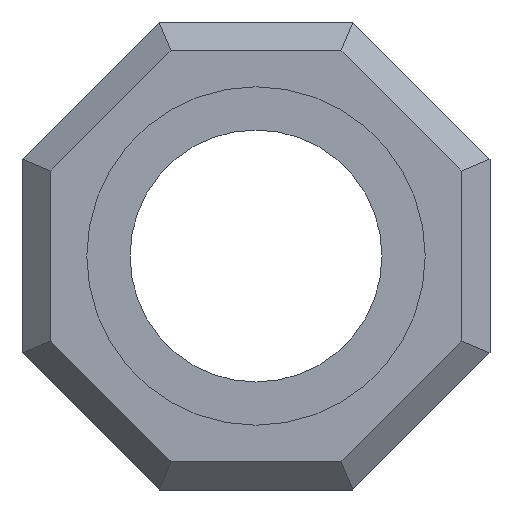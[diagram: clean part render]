
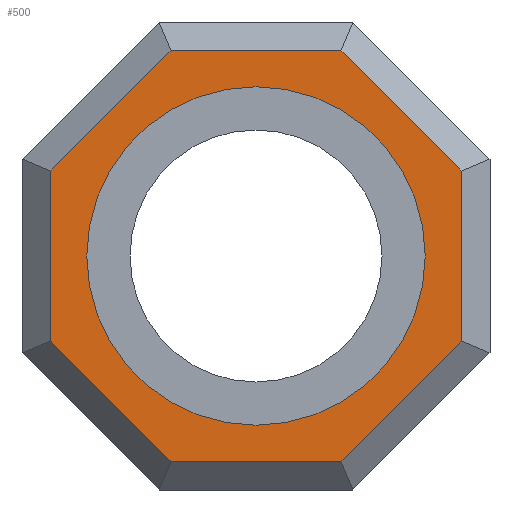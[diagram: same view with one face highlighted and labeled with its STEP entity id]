
A CAD part, front view. The second image highlights one B-rep face of the part: STEP entity #500.
In plain terms, the highlighted planar face has unit normal (0, -1, 0).
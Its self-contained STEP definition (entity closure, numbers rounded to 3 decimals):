
#17=FACE_BOUND('',#108,.T.);
#44=PLANE('',#549);
#74=FACE_OUTER_BOUND('',#107,.T.);
#107=EDGE_LOOP('',(#451,#452,#453,#454,#455,#456,#457,#458));
#108=EDGE_LOOP('',(#459));
#148=LINE('',#774,#207);
#152=LINE('',#782,#211);
#155=LINE('',#787,#214);
#157=LINE('',#791,#216);
#159=LINE('',#795,#218);
#161=LINE('',#799,#220);
#164=LINE('',#805,#223);
#167=LINE('',#809,#226);
#207=VECTOR('',#634,10.);
#211=VECTOR('',#640,10.);
#214=VECTOR('',#645,10.);
#216=VECTOR('',#649,10.);
#218=VECTOR('',#653,10.);
#220=VECTOR('',#657,10.);
#223=VECTOR('',#662,10.);
#226=VECTOR('',#667,10.);
#235=CIRCLE('',#550,2.35);
#262=VERTEX_POINT('',#772);
#263=VERTEX_POINT('',#773);
#266=VERTEX_POINT('',#781);
#267=VERTEX_POINT('',#786);
#268=VERTEX_POINT('',#790);
#269=VERTEX_POINT('',#794);
#270=VERTEX_POINT('',#798);
#272=VERTEX_POINT('',#804);
#273=VERTEX_POINT('',#817);
#314=EDGE_CURVE('',#262,#263,#148,.T.);
#318=EDGE_CURVE('',#263,#266,#152,.T.);
#321=EDGE_CURVE('',#266,#267,#155,.T.);
#323=EDGE_CURVE('',#267,#268,#157,.T.);
#325=EDGE_CURVE('',#268,#269,#159,.T.);
#327=EDGE_CURVE('',#269,#270,#161,.T.);
#330=EDGE_CURVE('',#270,#272,#164,.T.);
#333=EDGE_CURVE('',#272,#262,#167,.T.);
#337=EDGE_CURVE('',#273,#273,#235,.T.);
#451=ORIENTED_EDGE('',*,*,#314,.F.);
#452=ORIENTED_EDGE('',*,*,#333,.F.);
#453=ORIENTED_EDGE('',*,*,#330,.F.);
#454=ORIENTED_EDGE('',*,*,#327,.F.);
#455=ORIENTED_EDGE('',*,*,#325,.F.);
#456=ORIENTED_EDGE('',*,*,#323,.F.);
#457=ORIENTED_EDGE('',*,*,#321,.F.);
#458=ORIENTED_EDGE('',*,*,#318,.F.);
#459=ORIENTED_EDGE('',*,*,#337,.T.);
#500=ADVANCED_FACE('',(#74,#17),#44,.F.);
#549=AXIS2_PLACEMENT_3D('',#816,#677,#678);
#550=AXIS2_PLACEMENT_3D('',#818,#679,#680);
#634=DIRECTION('',(-0.707,0.,0.707));
#640=DIRECTION('',(0.,0.,1.));
#645=DIRECTION('',(0.707,0.,0.707));
#649=DIRECTION('',(1.,0.,0.));
#653=DIRECTION('',(0.707,0.,-0.707));
#657=DIRECTION('',(0.,0.,-1.));
#662=DIRECTION('',(-0.707,0.,-0.707));
#667=DIRECTION('',(-1.,0.,0.));
#677=DIRECTION('center_axis',(0.,1.,0.));
#678=DIRECTION('ref_axis',(1.,0.,0.));
#679=DIRECTION('center_axis',(0.,1.,0.));
#680=DIRECTION('ref_axis',(0.,0.,-1.));
#772=CARTESIAN_POINT('',(-1.181,-8.5,-2.85));
#773=CARTESIAN_POINT('',(-2.85,-8.5,-1.181));
#774=CARTESIAN_POINT('',(-1.539,-8.5,-2.491));
#781=CARTESIAN_POINT('',(-2.85,-8.5,1.181));
#782=CARTESIAN_POINT('',(-2.85,-8.5,-0.673));
#786=CARTESIAN_POINT('',(-1.181,-8.5,2.85));
#787=CARTESIAN_POINT('',(-2.491,-8.5,1.539));
#790=CARTESIAN_POINT('',(1.181,-8.5,2.85));
#791=CARTESIAN_POINT('',(-0.673,-8.5,2.85));
#794=CARTESIAN_POINT('',(2.85,-8.5,1.181));
#795=CARTESIAN_POINT('',(1.539,-8.5,2.491));
#798=CARTESIAN_POINT('',(2.85,-8.5,-1.181));
#799=CARTESIAN_POINT('',(2.85,-8.5,0.673));
#804=CARTESIAN_POINT('',(1.181,-8.5,-2.85));
#805=CARTESIAN_POINT('',(2.491,-8.5,-1.539));
#809=CARTESIAN_POINT('',(0.673,-8.5,-2.85));
#816=CARTESIAN_POINT('Origin',(0.,-8.5,0.));
#817=CARTESIAN_POINT('',(0.,-8.5,2.35));
#818=CARTESIAN_POINT('Origin',(0.,-8.5,0.));
